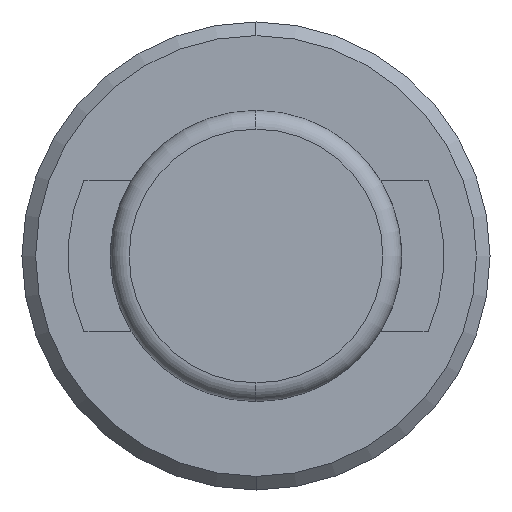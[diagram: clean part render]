
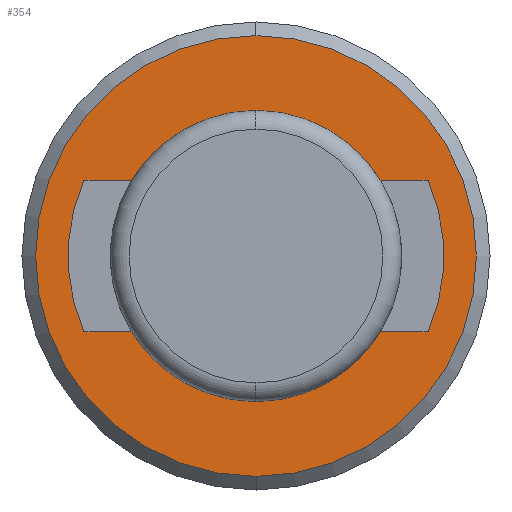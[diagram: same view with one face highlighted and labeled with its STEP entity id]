
A CAD part, left-side view. The second image highlights one B-rep face of the part: STEP entity #354.
In plain terms, the highlighted planar face has unit normal (-1, 0, 0).
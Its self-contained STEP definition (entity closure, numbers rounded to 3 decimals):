
#1 = CARTESIAN_POINT ( 'NONE',  ( 36.1, 0., 0. ) ) ;
#2 = CARTESIAN_POINT ( 'NONE',  ( 36.1, 18.308, 8.05 ) ) ;
#41 = EDGE_CURVE ( 'NONE', #160, #671, #738, .T. ) ;
#64 = CARTESIAN_POINT ( 'NONE',  ( 36.1, 13.246, -8.05 ) ) ;
#78 = VERTEX_POINT ( 'NONE', #2 ) ;
#92 = CARTESIAN_POINT ( 'NONE',  ( 36.1, 18.308, -8.05 ) ) ;
#98 = DIRECTION ( 'NONE',  ( 1., 0., 0. ) ) ;
#120 = EDGE_CURVE ( 'NONE', #1417, #856, #396, .T. ) ;
#136 = CARTESIAN_POINT ( 'NONE',  ( 36.1, -13.246, -8.05 ) ) ;
#143 = CIRCLE ( 'NONE', #1441, 15.5 ) ;
#151 = VERTEX_POINT ( 'NONE', #1172 ) ;
#156 = VERTEX_POINT ( 'NONE', #64 ) ;
#158 = DIRECTION ( 'NONE',  ( -1., 0., 0. ) ) ;
#160 = VERTEX_POINT ( 'NONE', #288 ) ;
#169 = VECTOR ( 'NONE', #1058, 1000. ) ;
#175 = CARTESIAN_POINT ( 'NONE',  ( 36.1, -13.246, 8.05 ) ) ;
#179 = AXIS2_PLACEMENT_3D ( 'NONE', #888, #1211, #196 ) ;
#188 = AXIS2_PLACEMENT_3D ( 'NONE', #1280, #158, #834 ) ;
#194 = DIRECTION ( 'NONE',  ( 1., 0., 0. ) ) ;
#196 = DIRECTION ( 'NONE',  ( 0., 0., 1. ) ) ;
#204 = DIRECTION ( 'NONE',  ( 1., 0., 0. ) ) ;
#207 = VECTOR ( 'NONE', #681, 1000. ) ;
#212 = EDGE_CURVE ( 'NONE', #671, #611, #598, .T. ) ;
#224 = DIRECTION ( 'NONE',  ( 1., 0., 0. ) ) ;
#243 = CARTESIAN_POINT ( 'NONE',  ( 36.1, 0., -23.45 ) ) ;
#265 = EDGE_CURVE ( 'NONE', #856, #1417, #1426, .T. ) ;
#285 = CIRCLE ( 'NONE', #454, 20. ) ;
#288 = CARTESIAN_POINT ( 'NONE',  ( 36.1, -18.308, -8.05 ) ) ;
#303 = DIRECTION ( 'NONE',  ( 0., 0., 1. ) ) ;
#354 = ADVANCED_FACE ( 'NONE', ( #1362, #797 ), #504, .T. ) ;
#355 = LINE ( 'NONE', #1231, #1212 ) ;
#396 = CIRCLE ( 'NONE', #1086, 23.45 ) ;
#398 = VERTEX_POINT ( 'NONE', #175 ) ;
#444 = EDGE_CURVE ( 'NONE', #398, #838, #1030, .T. ) ;
#446 = ORIENTED_EDGE ( 'NONE', *, *, #1310, .T. ) ;
#454 = AXIS2_PLACEMENT_3D ( 'NONE', #885, #204, #998 ) ;
#458 = CARTESIAN_POINT ( 'NONE',  ( 36.1, 0., -8.05 ) ) ;
#503 = ORIENTED_EDGE ( 'NONE', *, *, #212, .T. ) ;
#504 = PLANE ( 'NONE',  #718 ) ;
#518 = CARTESIAN_POINT ( 'NONE',  ( 36.1, 0., 8.05 ) ) ;
#598 = CIRCLE ( 'NONE', #179, 15.5 ) ;
#601 = VERTEX_POINT ( 'NONE', #92 ) ;
#611 = VERTEX_POINT ( 'NONE', #767 ) ;
#621 = CARTESIAN_POINT ( 'NONE',  ( 36.1, 0., 23.45 ) ) ;
#628 = CIRCLE ( 'NONE', #922, 20. ) ;
#638 = DIRECTION ( 'NONE',  ( 0., 0., -1. ) ) ;
#647 = DIRECTION ( 'NONE',  ( -1., 0., 0. ) ) ;
#651 = DIRECTION ( 'NONE',  ( 1., 0., 0. ) ) ;
#664 = CARTESIAN_POINT ( 'NONE',  ( 36.1, 13.246, 8.05 ) ) ;
#671 = VERTEX_POINT ( 'NONE', #136 ) ;
#676 = CIRCLE ( 'NONE', #893, 15.5 ) ;
#681 = DIRECTION ( 'NONE',  ( 0., 1., 0. ) ) ;
#707 = EDGE_LOOP ( 'NONE', ( #503, #724, #1019, #446, #1436, #1244, #1171, #1153, #1247, #943 ) ) ;
#718 = AXIS2_PLACEMENT_3D ( 'NONE', #1085, #647, #303 ) ;
#719 = AXIS2_PLACEMENT_3D ( 'NONE', #1, #98, #775 ) ;
#724 = ORIENTED_EDGE ( 'NONE', *, *, #1017, .T. ) ;
#730 = VECTOR ( 'NONE', #1011, 1000. ) ;
#738 = LINE ( 'NONE', #1148, #169 ) ;
#743 = DIRECTION ( 'NONE',  ( -1., 0., 0. ) ) ;
#767 = CARTESIAN_POINT ( 'NONE',  ( 36.1, 0., -15.5 ) ) ;
#774 = EDGE_CURVE ( 'NONE', #78, #1121, #355, .T. ) ;
#775 = DIRECTION ( 'NONE',  ( 0., 0., 1. ) ) ;
#797 = FACE_OUTER_BOUND ( 'NONE', #1039, .T. ) ;
#823 = EDGE_CURVE ( 'NONE', #151, #398, #845, .T. ) ;
#834 = DIRECTION ( 'NONE',  ( 0., 0., -1. ) ) ;
#838 = VERTEX_POINT ( 'NONE', #1198 ) ;
#845 = CIRCLE ( 'NONE', #719, 15.5 ) ;
#856 = VERTEX_POINT ( 'NONE', #621 ) ;
#873 = CARTESIAN_POINT ( 'NONE',  ( 36.1, 0., 0. ) ) ;
#879 = EDGE_CURVE ( 'NONE', #156, #601, #1440, .T. ) ;
#885 = CARTESIAN_POINT ( 'NONE',  ( 36.1, 0., 0. ) ) ;
#888 = CARTESIAN_POINT ( 'NONE',  ( 36.1, 0., 0. ) ) ;
#893 = AXIS2_PLACEMENT_3D ( 'NONE', #873, #194, #990 ) ;
#908 = CARTESIAN_POINT ( 'NONE',  ( 36.1, 0., 0. ) ) ;
#922 = AXIS2_PLACEMENT_3D ( 'NONE', #908, #224, #1021 ) ;
#943 = ORIENTED_EDGE ( 'NONE', *, *, #41, .T. ) ;
#966 = DIRECTION ( 'NONE',  ( 0., -1., 0. ) ) ;
#987 = ORIENTED_EDGE ( 'NONE', *, *, #265, .T. ) ;
#990 = DIRECTION ( 'NONE',  ( 0., 0., 1. ) ) ;
#998 = DIRECTION ( 'NONE',  ( 0., 0., 1. ) ) ;
#1011 = DIRECTION ( 'NONE',  ( 0., -1., 0. ) ) ;
#1017 = EDGE_CURVE ( 'NONE', #611, #156, #143, .T. ) ;
#1019 = ORIENTED_EDGE ( 'NONE', *, *, #879, .T. ) ;
#1021 = DIRECTION ( 'NONE',  ( 0., 0., 1. ) ) ;
#1025 = EDGE_CURVE ( 'NONE', #1121, #151, #676, .T. ) ;
#1030 = LINE ( 'NONE', #518, #730 ) ;
#1039 = EDGE_LOOP ( 'NONE', ( #1403, #987 ) ) ;
#1058 = DIRECTION ( 'NONE',  ( 0., 1., 0. ) ) ;
#1085 = CARTESIAN_POINT ( 'NONE',  ( 36.1, -23.731, -23.731 ) ) ;
#1086 = AXIS2_PLACEMENT_3D ( 'NONE', #1333, #743, #638 ) ;
#1121 = VERTEX_POINT ( 'NONE', #664 ) ;
#1148 = CARTESIAN_POINT ( 'NONE',  ( 36.1, 0., -8.05 ) ) ;
#1153 = ORIENTED_EDGE ( 'NONE', *, *, #444, .T. ) ;
#1171 = ORIENTED_EDGE ( 'NONE', *, *, #823, .T. ) ;
#1172 = CARTESIAN_POINT ( 'NONE',  ( 36.1, 0., 15.5 ) ) ;
#1198 = CARTESIAN_POINT ( 'NONE',  ( 36.1, -18.308, 8.05 ) ) ;
#1211 = DIRECTION ( 'NONE',  ( 1., 0., 0. ) ) ;
#1212 = VECTOR ( 'NONE', #966, 1000. ) ;
#1231 = CARTESIAN_POINT ( 'NONE',  ( 36.1, 0., 8.05 ) ) ;
#1237 = EDGE_CURVE ( 'NONE', #838, #160, #628, .T. ) ;
#1244 = ORIENTED_EDGE ( 'NONE', *, *, #1025, .T. ) ;
#1247 = ORIENTED_EDGE ( 'NONE', *, *, #1237, .T. ) ;
#1280 = CARTESIAN_POINT ( 'NONE',  ( 36.1, 0., 0. ) ) ;
#1310 = EDGE_CURVE ( 'NONE', #601, #78, #285, .T. ) ;
#1319 = CARTESIAN_POINT ( 'NONE',  ( 36.1, 0., 0. ) ) ;
#1333 = CARTESIAN_POINT ( 'NONE',  ( 36.1, 0., 0. ) ) ;
#1362 = FACE_BOUND ( 'NONE', #707, .T. ) ;
#1403 = ORIENTED_EDGE ( 'NONE', *, *, #120, .T. ) ;
#1417 = VERTEX_POINT ( 'NONE', #243 ) ;
#1426 = CIRCLE ( 'NONE', #188, 23.45 ) ;
#1429 = DIRECTION ( 'NONE',  ( 0., 0., 1. ) ) ;
#1436 = ORIENTED_EDGE ( 'NONE', *, *, #774, .T. ) ;
#1440 = LINE ( 'NONE', #458, #207 ) ;
#1441 = AXIS2_PLACEMENT_3D ( 'NONE', #1319, #651, #1429 ) ;
